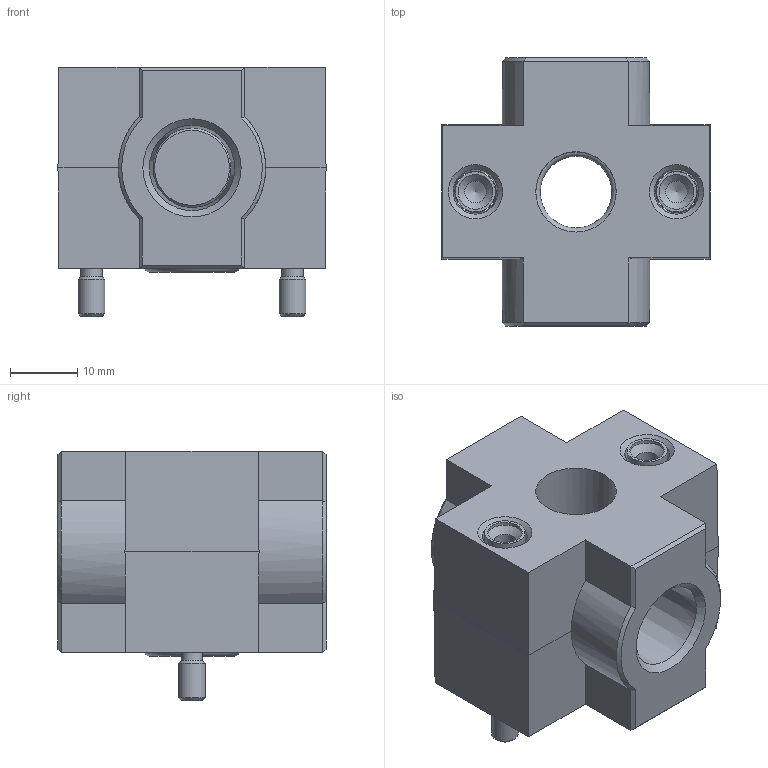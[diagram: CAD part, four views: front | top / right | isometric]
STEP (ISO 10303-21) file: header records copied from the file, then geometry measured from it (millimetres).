
FILE_DESCRIPTION(/* description */ ('STEP AP214'),/* implementation_level */ '2;1');
FILE_NAME(/* name */ '178233_FRZ-D-MINI-NPT',/* time_stamp */ '2024-08-28T19:15:54+02:00',/* author */ ('License CC BY-ND 4.0'),/* organization */ ('CADENAS'),/* preprocessor_version */ 'ST-DEVELOPER v19.3',/* originating_system */ 'PARTsolutions',/* authorisation */ ' ');
FILE_SCHEMA (('AUTOMOTIVE_DESIGN {1 0 10303 214 3 1 1}'));
Length unit declared in the file: millimetre
Products named in the file (5): 178233 FRZ-D-MINI-NPT; 736547 FRZ-D-MINI-NPT; 174165 B-1/4-NPT; 240715 FRZ-D-MINI; 235260 FRZ-MINI-O-RING
Assembly tree (5 placements, depth 2):
  178233 FRZ-D-MINI-NPT
    736547 FRZ-D-MINI-NPT
    174165 B-1/4-NPT
    240715 FRZ-D-MINI  x2
    235260 FRZ-MINI-O-RING
Bounding box: 40 x 40 x 37.2 mm (x, y, z)
Volume: 27890.3 mm3; surface area: 12178 mm2
Topology: 5 solids, 5 shells, 110 faces, 244 edges, 146 vertices
Faces by surface type: plane 58, cone 29, cylinder 17, torus 6
Full cylindrical faces by diameter (mm): 3.141 x2, 3.242 x2, 4 x2, 5.2 x2, 6 x2, 6.35 x1, 12 x1, 15.9 x1
Entity records: 2675 total; most frequent: CARTESIAN_POINT 524, DIRECTION 430, ORIENTED_EDGE 356, EDGE_CURVE 178, AXIS2_PLACEMENT_3D 165, FACE_BOUND 145, EDGE_LOOP 142, VERTEX_POINT 127
